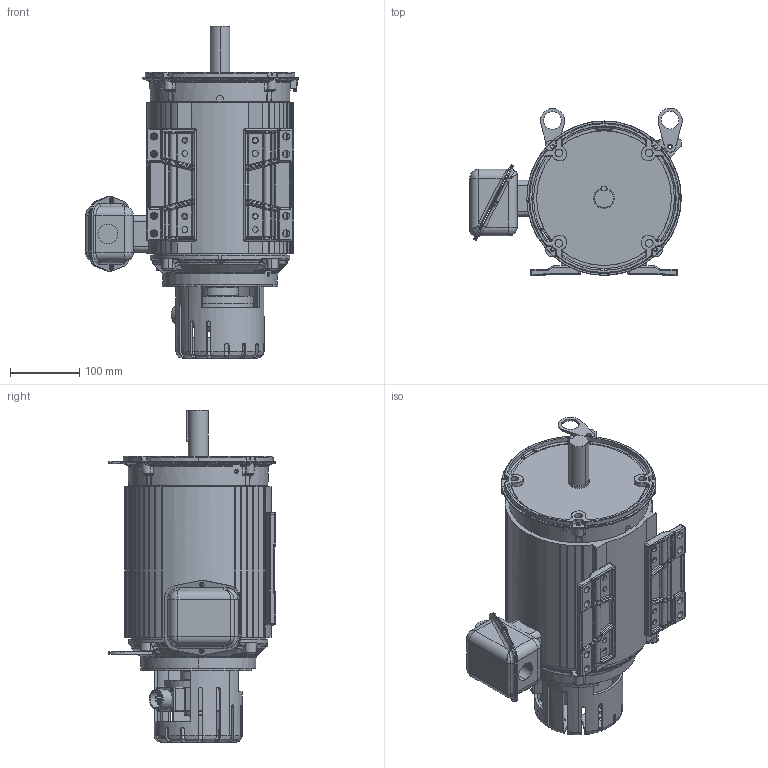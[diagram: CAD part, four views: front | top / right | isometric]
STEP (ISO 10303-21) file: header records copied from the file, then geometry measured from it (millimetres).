
FILE_DESCRIPTION (( 'STEP AP214' ), '1' );
FILE_NAME ('UN5T2BC-HS35A.STEP', '2024-08-13T12:19:42', ( '' ), ( '' ), 'SwSTEP 2.0', 'SolidWorks 2021', '' );
FILE_SCHEMA (( 'AUTOMOTIVE_DESIGN' ));
Length unit declared in the file: inch
Products named in the file (1): UN5T2BC-HS35A
Bounding box: 306.12 x 241.3 x 478.18 mm (x, y, z)
Volume: 10782812.8 mm3; surface area: 729505.1 mm2
Topology: 22 solids, 30 shells, 2945 faces, 7515 edges, 4639 vertices
Faces by surface type: cylinder 781, bspline 781, plane 716, cone 318, torus 242, sphere 107
Entity records: 142724 total; most frequent: CARTESIAN_POINT 80196, ORIENTED_EDGE 14964, DIRECTION 10325, EDGE_CURVE 7482, VERTEX_POINT 4639, AXIS2_PLACEMENT_3D 4044, EDGE_LOOP 3113, B_SPLINE_CURVE_WITH_KNOTS 3011
